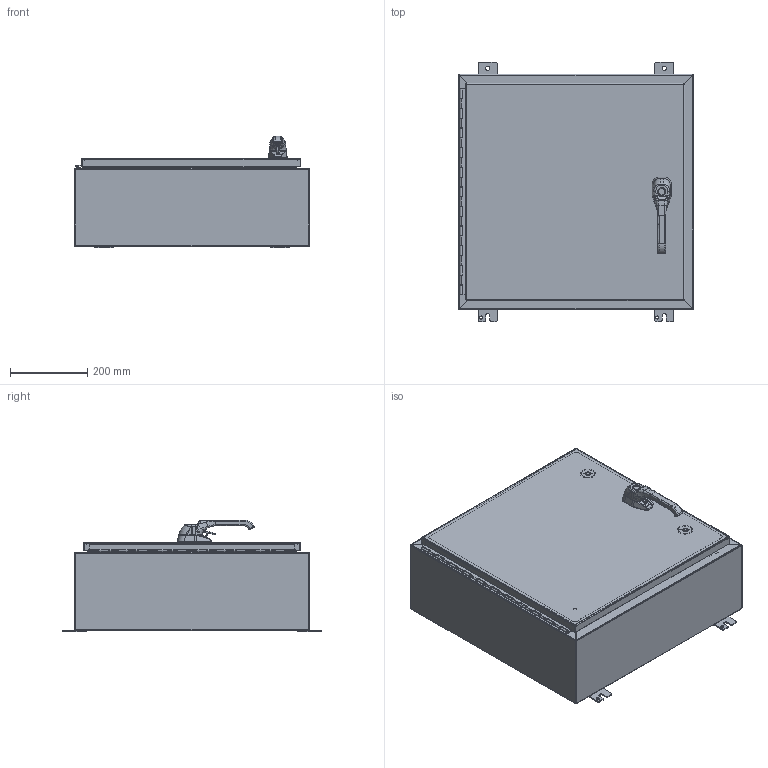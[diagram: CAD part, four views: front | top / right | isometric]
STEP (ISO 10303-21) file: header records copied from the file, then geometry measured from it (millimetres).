
FILE_DESCRIPTION(/* description */ ('ENCL,NEMA4X,316SS,WM,24X24X8,3PT. HANDLE'),/* implementation_level */ '2;1');
FILE_NAME(/* name */ 'SSN42424083PTA.stp',/* time_stamp */ '2021-04-26T06:53:50-05:00',/* author */ ('dnichola'),/* organization */ (''),/* preprocessor_version */ 'ST-DEVELOPER v18.1',/* originating_system */ 'Autodesk Inventor 2020',/* authorisation */ '');
FILE_SCHEMA (('AUTOMOTIVE_DESIGN { 1 0 10303 214 3 1 1 }'));
Products named in the file (50): SSN42424083PTA; 34839; SSN42424083PTABKP; HFW32436_ASSM; 1091-73; 1091-B11_ASM; 1091-74-03; 1091-74-01; 1091-75; DIN3771_16X2_5; 2100-11; 1091-76; D125B_10_5; DIN985_M10; 1000-02; 1225-05; 1000-277-01; SPACER; SS_LARGE_DOOR_ROD_ASSM-37038; HFW31712; 1091-903_AF0; 1091-903_AF0_1; 1091-903_AF0_2; PLASTIC-ROLLER-CAM_AF0_ASM; PLASTIC-ROLLER-CAM_AF1; 7379-M6-8X25_AF0; LOCK-NUT_AF0; SUPPORT-ROLL_AF0; 1091-BR11_AF0; 37038; ANSI B18.6.3 - 3/8-16 UNC - 1.75; HFW3762; 31230; 3862; FOAM IN PLACE; SSN424243PTALID; 328138; 328138L; 328138T; 328138P ...
Assembly tree (66 placements, depth 5):
  SSN42424083PTA
    34839  x4
    SSN42424083PTABKP
    HFW32436_ASSM
      1091-73
      1091-B11_ASM
        1091-74-03
        1091-74-01
      1091-75
      DIN3771_16X2_5
      2100-11
      1091-76
      D125B_10_5
      DIN985_M10
      1000-277-01  x2
      1000-02
      1225-05
      SPACER
    SS_LARGE_DOOR_ROD_ASSM-37038
      HFW31712
        1091-903_AF0
          1091-903_AF0_1
          1091-903_AF0_2
        PLASTIC-ROLLER-CAM_AF0_ASM
          PLASTIC-ROLLER-CAM_AF1
          7379-M6-8X25_AF0
          LOCK-NUT_AF0
        SUPPORT-ROLL_AF0
        1091-BR11_AF0
      37038  x2
      ANSI B18.6.3 - 3/8-16 UNC - 1.75  x2
      HFW3762  x4
      31230  x2
      3862  x2
    FOAM IN PLACE
    38846  x3
    SSN424243PTALID
    328138
      328138L
      328138T
      328138P
    38859  x4
    HFW312002  x2
      CP10184202R01_Standard
        CP10184202R01_Deep Recess
        CP10184202R03 MODIFY
      CP10184202R02
      CP10184202R04
        _22030_0932_Spring_Plunger__1_b_2
        _22030_0932_Spring_Plunger__1_a_4
Bounding box: 609.6 x 673.1 x 289.75 mm (x, y, z)
Volume: 3055358.1 mm3; surface area: 3059198.9 mm2
Topology: 60 solids, 60 shells, 3255 faces, 8048 edges, 4922 vertices
Faces by surface type: plane 1186, cylinder 1073, bspline 540, torus 258, sphere 127, cone 71
Full cylindrical faces by diameter (mm): 1.5 x2, 2.5 x1, 3 x1, 3.048 x1, 3.1 x2, 3.15 x1, 3.5 x3, 3.9 x1, 4.2 x2, 4.5 x2, 4.773 x2, 5 x5, 5.16 x20, 5.4 x3, 6 x5, 6.128 x2, 6.172 x2, 6.35 x11, 6.41 x2, 6.535 x16, 7.137 x3, 7.144 x2, 7.938 x2, 7.95 x4, 8 x2, 8.153 x2, 8.2 x1, 8.382 x8, 8.56 x3, 8.7 x2
Entity records: 117304 total; most frequent: CARTESIAN_POINT 57959, ORIENTED_EDGE 11984, DIRECTION 11898, EDGE_CURVE 5992, AXIS2_PLACEMENT_3D 4516, VERTEX_POINT 3666, LINE 2866, VECTOR 2866
